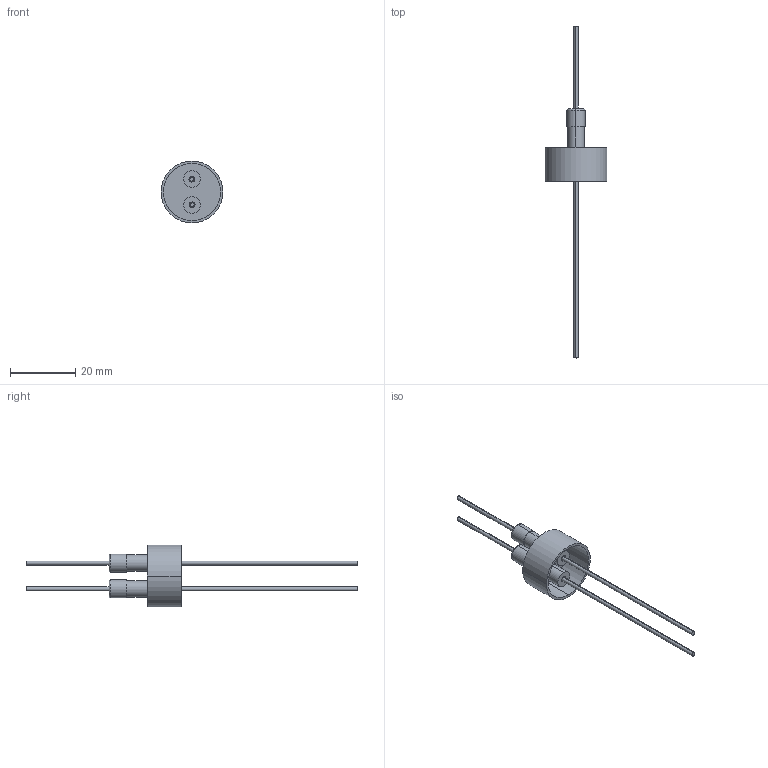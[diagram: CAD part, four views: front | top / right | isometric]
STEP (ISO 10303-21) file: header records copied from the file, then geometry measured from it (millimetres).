
FILE_DESCRIPTION (( 'STEP AP214' ), '1' );
FILE_NAME ('264-13CU5K-2.STEP', '2015-06-30T11:38:09', ( 'allectra' ), ( 'Microsoft' ), 'SwSTEP 2.0', 'SolidWorks 2014', '' );
FILE_SCHEMA (( 'AUTOMOTIVE_DESIGN' ));
Length unit declared in the file: inch
Products named in the file (1): 264-13CU5K-2
Bounding box: 18.97 x 101.6 x 18.97 mm (x, y, z)
Volume: 1660.7 mm3; surface area: 3399 mm2
Topology: 1 solids, 1 shells, 62 faces, 122 edges, 76 vertices
Faces by surface type: cylinder 34, plane 16, cone 8, torus 4
Entity records: 1658 total; most frequent: DIRECTION 328, CARTESIAN_POINT 261, ORIENTED_EDGE 244, AXIS2_PLACEMENT_3D 143, EDGE_CURVE 122, CIRCLE 80, EDGE_LOOP 76, VERTEX_POINT 76
